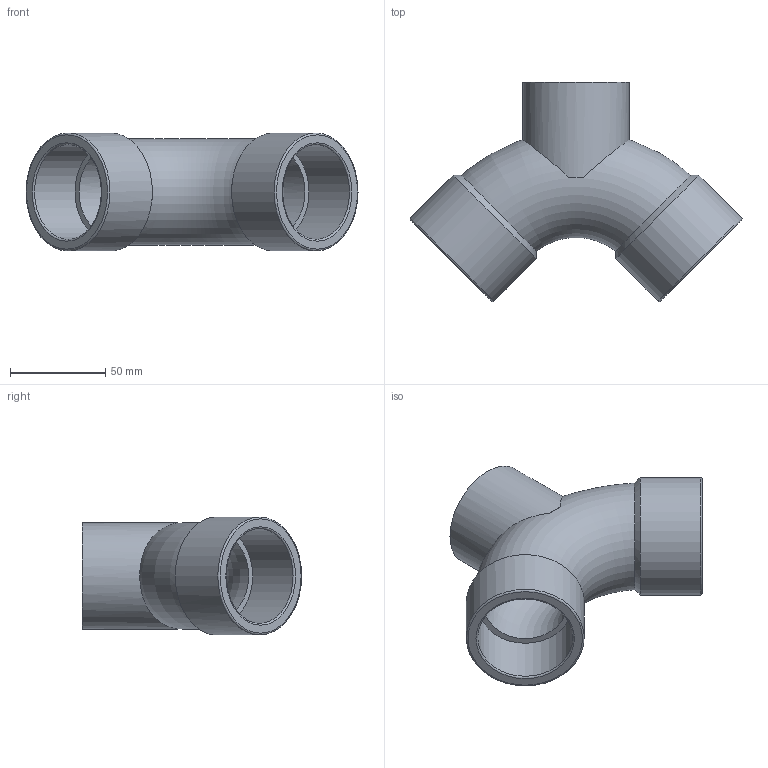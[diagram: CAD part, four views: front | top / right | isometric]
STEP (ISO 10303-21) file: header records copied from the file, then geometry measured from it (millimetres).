
FILE_DESCRIPTION( ( 'STEP AP214' ), ' ' );
FILE_NAME( '2.09.051.stp', '2015-08-03T13:54:45', ( '' ), ( '' ), ' ', 'PARTsolutions', ' ' );
FILE_SCHEMA( ( 'AUTOMOTIVE_DESIGN { 1 0 10303 214 1 1 1 1 }' ) );
Length unit declared in the file: millimetre
Products named in the file (1): _2.09.051
Bounding box: 174.62 x 115.31 x 62 mm (x, y, z)
Volume: 168837 mm3; surface area: 64525.2 mm2
Topology: 1 solids, 1 shells, 25 faces, 52 edges, 33 vertices
Faces by surface type: plane 10, cylinder 7, torus 6, cone 2
Full cylindrical faces by diameter (mm): 44 x1, 50 x3, 56 x1, 62 x2
Entity records: 1228 total; most frequent: CARTESIAN_POINT 562, DIRECTION 96, ORIENTED_EDGE 64, AXIS2_PLACEMENT_3D 48, EDGE_LOOP 48, FACE_OUTER_BOUND 38, EDGE_CURVE 32, VERTEX_POINT 28
